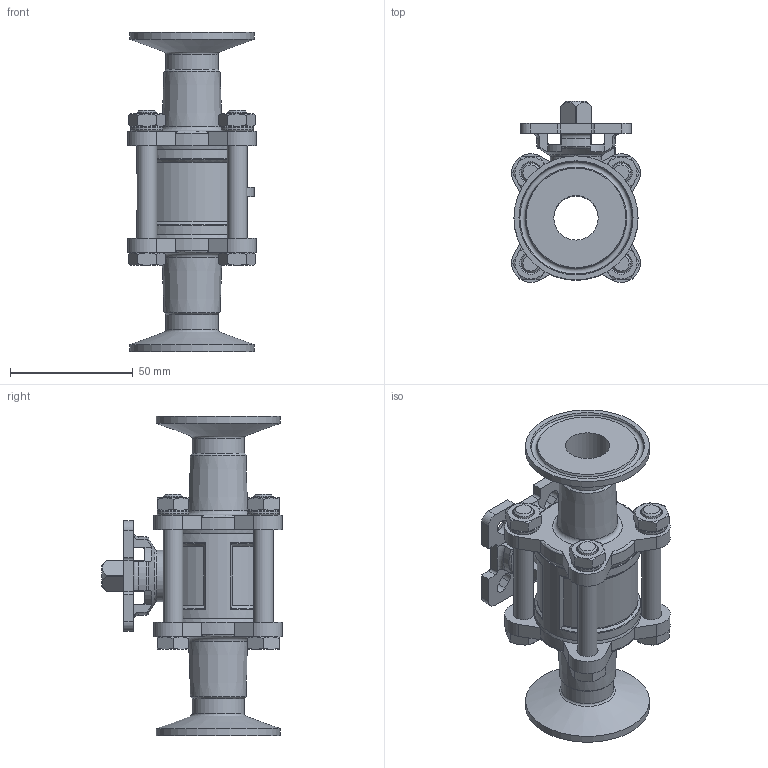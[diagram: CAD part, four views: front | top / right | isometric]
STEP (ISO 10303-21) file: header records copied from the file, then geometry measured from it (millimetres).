
FILE_DESCRIPTION(/* description */ ('STEP AP214'),/* implementation_level */ '2;1');
FILE_NAME(/* name */ '4802244_VZBD-1_2-S5-16-T-2-F0304-V14V14',/* time_stamp */ '2024-09-18T01:19:04+02:00',/* author */ ('License CC BY-ND 4.0'),/* organization */ ('CADENAS'),/* preprocessor_version */ 'ST-DEVELOPER v19.3',/* originating_system */ 'PARTsolutions',/* authorisation */ ' ');
FILE_SCHEMA (('AUTOMOTIVE_DESIGN {1 0 10303 214 3 1 1}'));
Length unit declared in the file: millimetre
Products named in the file (1): 4802244 VZBD-1/2-S5-16-T-2-F0304-V14V14
Bounding box: 52.37 x 73.68 x 130 mm (x, y, z)
Volume: 119608.6 mm3; surface area: 48264.3 mm2
Topology: 1 solids, 1 shells, 406 faces, 998 edges, 613 vertices
Faces by surface type: plane 153, cone 127, cylinder 80, torus 46
Full cylindrical faces by diameter (mm): 4.134 x1, 8 x8, 8.6 x9, 13 x4, 17 x1, 18.1 x1, 21.3 x2, 26 x1, 43.4 x1, 50.5 x2
Entity records: 11841 total; most frequent: CARTESIAN_POINT 2841, ORIENTED_EDGE 1828, DIRECTION 1808, EDGE_CURVE 914, AXIS2_PLACEMENT_3D 770, VERTEX_POINT 600, EDGE_LOOP 526, FACE_BOUND 526
